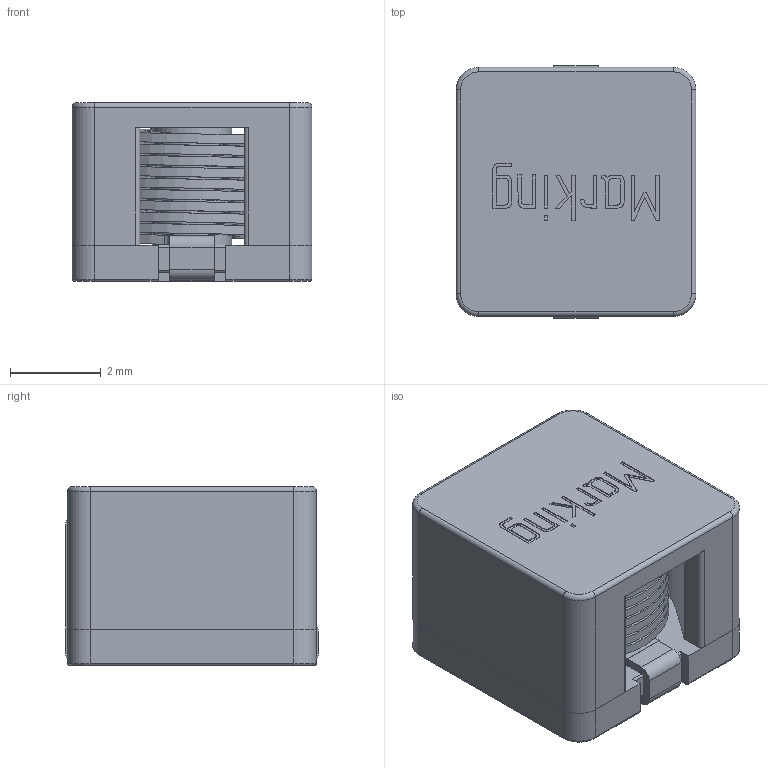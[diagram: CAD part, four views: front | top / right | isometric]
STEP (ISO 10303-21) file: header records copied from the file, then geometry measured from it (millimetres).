
FILE_DESCRIPTION( ( 'Unknown' ), '1' );
FILE_NAME( '744316x.stp', 'Unknown', ( 'Unknown' ), ( 'Unknown' ), 'PSStep 16.0.42', 'Unknown', ' ' );
FILE_SCHEMA( ( 'AUTOMOTIVE_DESIGN { 1 0 10303 214 1 1 1 1 }' ) );
Length unit declared in the file: millimetre
Products named in the file (4): Assem1; Gehäuse; Boden; Spule
Assembly tree (3 placements, depth 2):
  Assem1
    Gehäuse
    Boden
    Spule
Bounding box: 5.3 x 5.58 x 3.95 mm (x, y, z)
Volume: 89.8 mm3; surface area: 470.6 mm2
Topology: 3 solids, 3 shells, 189 faces, 486 edges, 316 vertices
Faces by surface type: plane 118, cylinder 47, extrusion 14, torus 8, bspline 2
Full cylindrical faces by diameter (mm): 1.75 x1
Entity records: 8503 total; most frequent: CARTESIAN_POINT 2548, ORIENTED_EDGE 970, DIRECTION 797, EDGE_CURVE 485, VERTEX_POINT 316, AXIS2_PLACEMENT_3D 267, VECTOR 263, LINE 249
